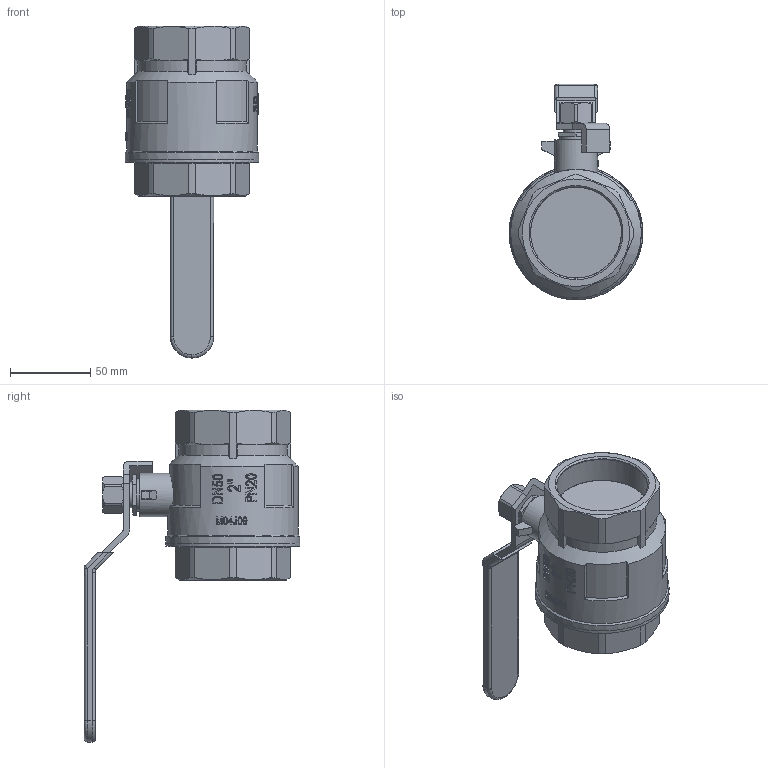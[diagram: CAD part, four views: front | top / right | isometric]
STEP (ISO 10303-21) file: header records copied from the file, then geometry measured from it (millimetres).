
FILE_DESCRIPTION(/* description */ ('Unknown','CAx-IF Rec.Pracs.---Representation and Presentation of Product Manufacturing Information (PMI)---4.0---2014-10-13','CAx-IF Rec.Pracs.---3D Tessellated Geometry---0.4---2014-09-14','2;1'),/* implementation_level */ '2;1');
FILE_NAME(/* name */ '600-09',/* time_stamp */ '2023-09-12T10:25:30+02:00',/* author */ ('Unknown'),/* organization */ ('Unknown'),/* preprocessor_version */ 'ST-DEVELOPER v18.102',/* originating_system */ 'Solid Edge',/* authorisation */ 'Unknown');
FILE_SCHEMA (('AP242_MANAGED_MODEL_BASED_3D_ENGINEERING_MIM_LF { 1 0 10303 442 1 1 4 }'));
Products named in the file (12): 600-2; 600-2-Kvrper-co_oa_0; 600-2-Kvrper; 600-2-Einschraubteil; Stahlgriff 2; Stahlgriff-1; Stahlgriff-um; 600-2-Spindel-co_oa_1; 600-2-Stopfbuchse; 600-2-Spindel; 600-2-O-Ring; M14 
Assembly tree (11 placements, depth 3):
  600-2
    600-2-Kvrper-co_oa_0
      600-2-Kvrper
      600-2-Einschraubteil
    Stahlgriff 2
      Stahlgriff-1
      Stahlgriff-um
    600-2-Spindel-co_oa_1
      600-2-Stopfbuchse
      600-2-Spindel
      600-2-O-Ring
    M14 
Bounding box: 83.5 x 134.5 x 207 mm (x, y, z)
Volume: 114087.1 mm3; surface area: 99332.5 mm2
Topology: 6 solids, 8 shells, 1367 faces, 3813 edges, 2527 vertices
Faces by surface type: plane 1152, cylinder 135, cone 55, bspline 19, torus 4, sphere 2
Full cylindrical faces by diameter (mm): 11.8 x1, 11.835 x1, 16 x2, 16.1 x1, 16.5 x1, 18 x1, 19 x1, 20 x1, 20.5 x1, 20.52 x1, 22 x1, 27 x1, 49.5 x2, 56.656 x2, 56.658 x4, 62 x2, 75 x1, 77 x1, 77.08 x1, 77.5 x1, 81.5 x1, 83.5 x2
Entity records: 59366 total; most frequent: CARTESIAN_POINT 14481, DIRECTION 8355, ORIENTED_EDGE 7478, EDGE_CURVE 3744, AXIS2_PLACEMENT_3D 3405, VERTEX_POINT 2509, ELLIPSE 1625, LINE 1545
